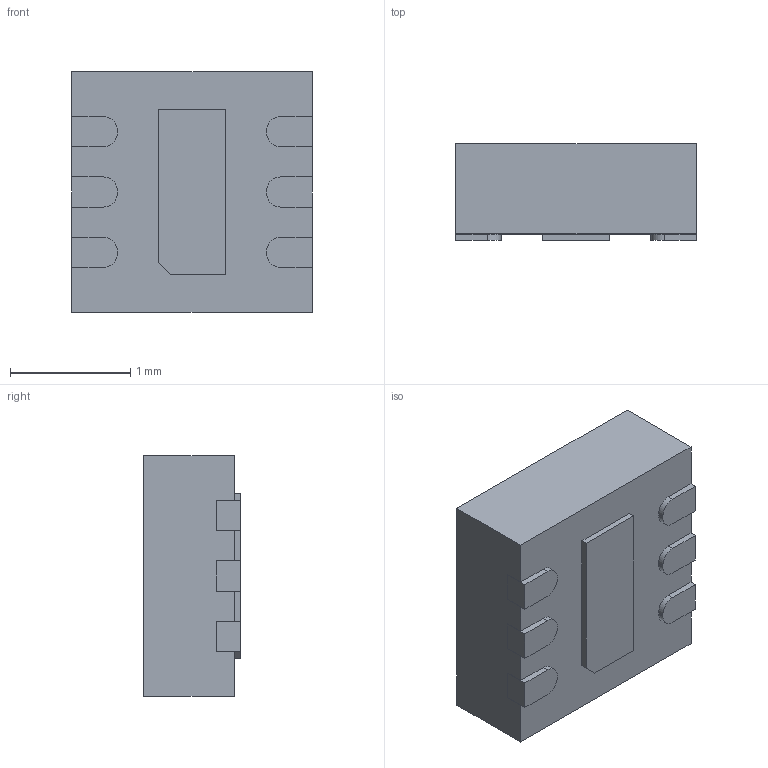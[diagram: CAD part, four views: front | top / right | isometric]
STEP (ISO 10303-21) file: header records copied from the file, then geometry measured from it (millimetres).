
FILE_DESCRIPTION (( 'STEP AP214' ), '1' );
FILE_NAME ('LTC4311IDC#PBF.STEP', '2020-09-23T11:15:47', ( '' ), ( '' ), 'SwSTEP 2.0', 'SolidWorks 2017', '' );
FILE_SCHEMA (( 'AUTOMOTIVE_DESIGN' ));
Length unit declared in the file: millimetre
Products named in the file (1): LTC4311IDC#PBF
Bounding box: 2 x 0.8 x 2 mm (x, y, z)
Volume: 3.1 mm3; surface area: 20.1 mm2
Topology: 9 solids, 9 shells, 114 faces, 282 edges, 188 vertices
Faces by surface type: plane 90, cylinder 24
Entity records: 3460 total; most frequent: CARTESIAN_POINT 585, ORIENTED_EDGE 564, DIRECTION 560, EDGE_CURVE 282, LINE 234, VECTOR 234, VERTEX_POINT 188, AXIS2_PLACEMENT_3D 163
